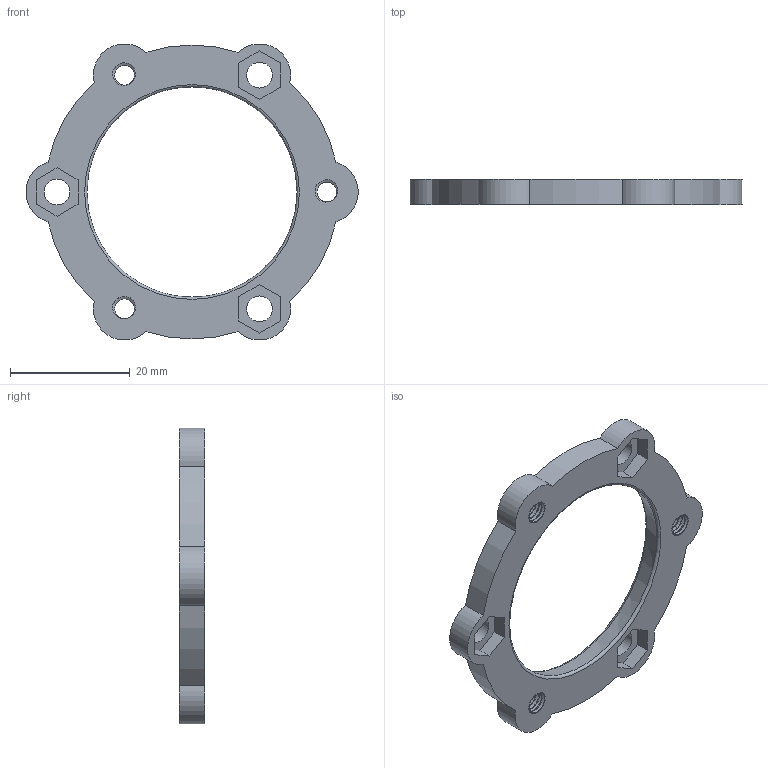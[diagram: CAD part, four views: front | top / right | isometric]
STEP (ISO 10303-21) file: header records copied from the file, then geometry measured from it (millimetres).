
FILE_DESCRIPTION(/* description */ (''),/* implementation_level */ '2;1');
FILE_NAME(/* name */ 'Minisensor Holder Ring v2.step',/* time_stamp */ '2019-05-24T10:46:18+02:00',/* author */ (''),/* organization */ (''),/* preprocessor_version */ 'ST-DEVELOPER v18',/* originating_system */ 'Autodesk Translation Framework v8.2.0.1029',/* authorisation */ '');
FILE_SCHEMA (('AUTOMOTIVE_DESIGN { 1 0 10303 214 3 1 1 }'));
Length unit declared in the file: millimetre
Products named in the file (1): Minisensor Holder Ring
Bounding box: 55.36 x 4.2 x 49.34 mm (x, y, z)
Volume: 3801.6 mm3; surface area: 3585.6 mm2
Topology: 1 solids, 1 shells, 101 faces, 262 edges, 167 vertices
Faces by surface type: cylinder 69, plane 23, bspline 6, torus 2, sphere 1
Full cylindrical faces by diameter (mm): 3.332 x24, 4.109 x21, 4.3 x3
Entity records: 6066 total; most frequent: CARTESIAN_POINT 3696, ORIENTED_EDGE 524, DIRECTION 413, EDGE_CURVE 262, VERTEX_POINT 167, AXIS2_PLACEMENT_3D 148, EDGE_LOOP 119, LINE 117
